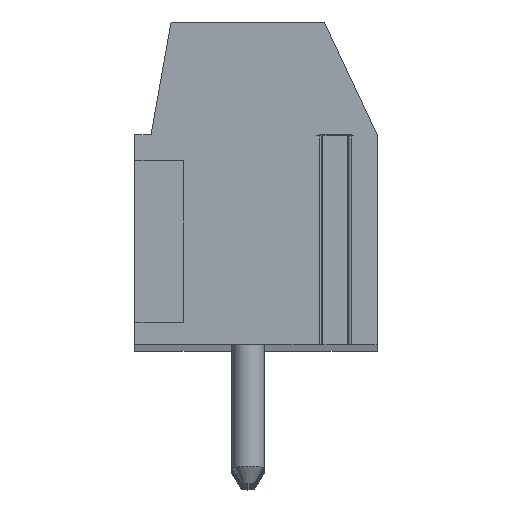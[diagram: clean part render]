
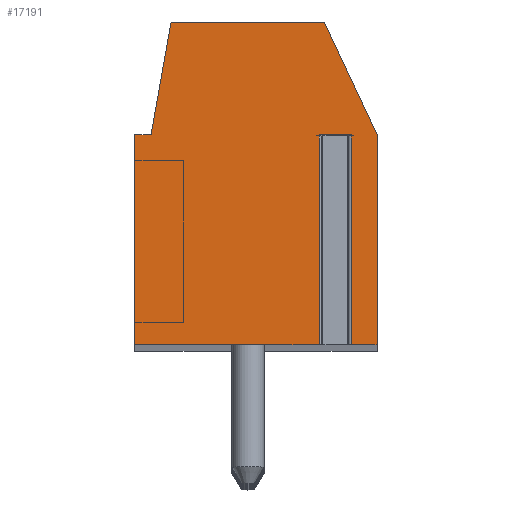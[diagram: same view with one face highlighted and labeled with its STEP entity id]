
A CAD part, top view. The second image highlights one B-rep face of the part: STEP entity #17191.
In plain terms, the highlighted planar face has unit normal (0, 0, 1).
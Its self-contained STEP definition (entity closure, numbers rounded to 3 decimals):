
#391=DIRECTION('',(-1.,0.,0.));
#392=VECTOR('',#391,0.996);
#393=CARTESIAN_POINT('',(2.948,1.5,112.5));
#394=LINE('',#393,#392);
#395=DIRECTION('',(0.,-1.,0.));
#396=VECTOR('',#395,6.5);
#397=CARTESIAN_POINT('',(1.952,1.5,112.5));
#398=LINE('',#397,#396);
#399=DIRECTION('',(1.,0.,0.));
#400=VECTOR('',#399,5.702);
#401=CARTESIAN_POINT('',(-3.75,-5.,112.5));
#402=LINE('',#401,#400);
#403=DIRECTION('',(0.,-1.,0.));
#404=VECTOR('',#403,6.5);
#405=CARTESIAN_POINT('',(-3.75,1.5,112.5));
#406=LINE('',#405,#404);
#407=DIRECTION('',(-1.,0.,0.));
#408=VECTOR('',#407,0.5);
#409=CARTESIAN_POINT('',(-3.25,1.5,112.5));
#410=LINE('',#409,#408);
#411=DIRECTION('',(-0.174,-0.985,0.));
#412=VECTOR('',#411,3.554);
#413=CARTESIAN_POINT('',(-2.633,5.,112.5));
#414=LINE('',#413,#412);
#415=DIRECTION('',(-1.,0.,0.));
#416=VECTOR('',#415,4.751);
#417=CARTESIAN_POINT('',(2.118,5.,112.5));
#418=LINE('',#417,#416);
#419=DIRECTION('',(-0.423,0.906,0.));
#420=VECTOR('',#419,3.862);
#421=CARTESIAN_POINT('',(3.75,1.5,112.5));
#422=LINE('',#421,#420);
#423=DIRECTION('',(0.,1.,0.));
#424=VECTOR('',#423,6.5);
#425=CARTESIAN_POINT('',(3.75,-5.,112.5));
#426=LINE('',#425,#424);
#427=DIRECTION('',(1.,0.,0.));
#428=VECTOR('',#427,0.802);
#429=CARTESIAN_POINT('',(2.948,-5.,112.5));
#430=LINE('',#429,#428);
#431=DIRECTION('',(0.,-1.,0.));
#432=VECTOR('',#431,6.5);
#433=CARTESIAN_POINT('',(2.948,1.5,112.5));
#434=LINE('',#433,#432);
#13291=CARTESIAN_POINT('',(3.75,-5.,112.5));
#13292=CARTESIAN_POINT('',(3.75,1.5,112.5));
#13293=VERTEX_POINT('',#13291);
#13294=VERTEX_POINT('',#13292);
#13295=CARTESIAN_POINT('',(2.118,5.,112.5));
#13296=VERTEX_POINT('',#13295);
#13297=CARTESIAN_POINT('',(-2.633,5.,112.5));
#13298=VERTEX_POINT('',#13297);
#13299=CARTESIAN_POINT('',(-3.25,1.5,112.5));
#13300=VERTEX_POINT('',#13299);
#13301=CARTESIAN_POINT('',(-3.75,1.5,112.5));
#13302=VERTEX_POINT('',#13301);
#13303=CARTESIAN_POINT('',(-3.75,-5.,112.5));
#13304=VERTEX_POINT('',#13303);
#13349=CARTESIAN_POINT('',(2.948,1.5,112.5));
#13350=CARTESIAN_POINT('',(1.952,1.5,112.5));
#13351=VERTEX_POINT('',#13349);
#13352=VERTEX_POINT('',#13350);
#13353=CARTESIAN_POINT('',(2.948,-5.,
112.5));
#13354=VERTEX_POINT('',#13353);
#13355=CARTESIAN_POINT('',(1.952,-5.,
112.5));
#13356=VERTEX_POINT('',#13355);
#17165=CARTESIAN_POINT('',(0.,0.,112.5));
#17166=DIRECTION('',(0.,0.,1.));
#17167=DIRECTION('',(1.,0.,0.));
#17168=AXIS2_PLACEMENT_3D('',#17165,#17166,#17167);
#17169=PLANE('',#17168);
#17171=ORIENTED_EDGE('',*,*,#17170,.T.);
#17173=ORIENTED_EDGE('',*,*,#17172,.T.);
#17174=ORIENTED_EDGE('',*,*,#16995,.F.);
#17176=ORIENTED_EDGE('',*,*,#17175,.F.);
#17178=ORIENTED_EDGE('',*,*,#17177,.F.);
#17180=ORIENTED_EDGE('',*,*,#17179,.F.);
#17182=ORIENTED_EDGE('',*,*,#17181,.F.);
#17184=ORIENTED_EDGE('',*,*,#17183,.F.);
#17186=ORIENTED_EDGE('',*,*,#17185,.F.);
#17187=ORIENTED_EDGE('',*,*,#16974,.F.);
#17188=ORIENTED_EDGE('',*,*,#17155,.F.);
#17189=EDGE_LOOP('',(#17171,#17173,#17174,#17176,#17178,#17180,#17182,#17184,
#17186,#17187,#17188));
#17190=FACE_OUTER_BOUND('',#17189,.F.);
#16974=EDGE_CURVE('',#13354,#13293,#430,.T.);
#16995=EDGE_CURVE('',#13304,#13356,#402,.T.);
#17155=EDGE_CURVE('',#13351,#13354,#434,.T.);
#17170=EDGE_CURVE('',#13351,#13352,#394,.T.);
#17172=EDGE_CURVE('',#13352,#13356,#398,.T.);
#17175=EDGE_CURVE('',#13302,#13304,#406,.T.);
#17177=EDGE_CURVE('',#13300,#13302,#410,.T.);
#17179=EDGE_CURVE('',#13298,#13300,#414,.T.);
#17181=EDGE_CURVE('',#13296,#13298,#418,.T.);
#17183=EDGE_CURVE('',#13294,#13296,#422,.T.);
#17185=EDGE_CURVE('',#13293,#13294,#426,.T.);
#17191=ADVANCED_FACE('',(#17190),#17169,.T.);
